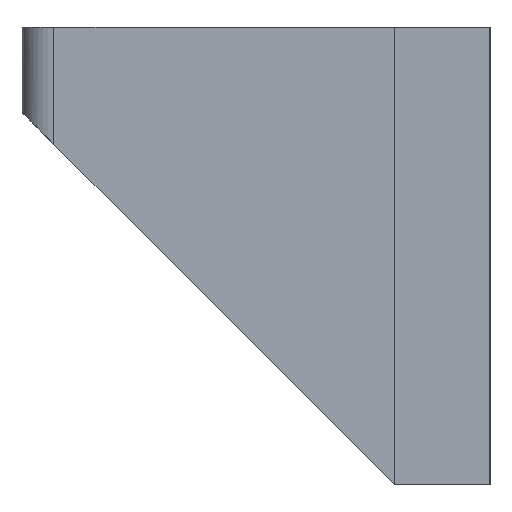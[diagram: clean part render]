
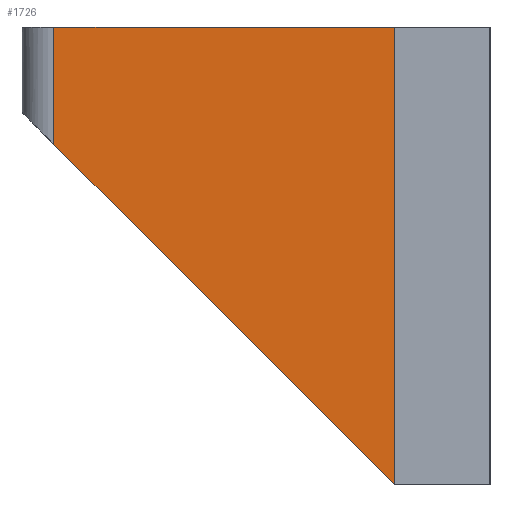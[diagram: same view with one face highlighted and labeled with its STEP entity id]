
A CAD part, left-side view. The second image highlights one B-rep face of the part: STEP entity #1726.
In plain terms, the highlighted planar face has unit normal (-1, 0, 0).
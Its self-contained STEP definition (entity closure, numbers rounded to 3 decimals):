
#73=FACE_OUTER_BOUND('',#171,.T.);
#171=EDGE_LOOP('',(#1228,#1229,#1230,#1231));
#269=LINE('',#2403,#496);
#276=LINE('',#2435,#503);
#333=LINE('',#2550,#560);
#334=LINE('',#2551,#561);
#496=VECTOR('',#1948,1.);
#503=VECTOR('',#1977,1.);
#560=VECTOR('',#2040,1.);
#561=VECTOR('',#2041,1.);
#725=VERTEX_POINT('',#2400);
#726=VERTEX_POINT('',#2402);
#740=VERTEX_POINT('',#2433);
#795=VERTEX_POINT('',#2549);
#895=EDGE_CURVE('',#726,#725,#269,.T.);
#912=EDGE_CURVE('',#740,#726,#276,.T.);
#969=EDGE_CURVE('',#725,#795,#333,.T.);
#970=EDGE_CURVE('',#795,#740,#334,.T.);
#1228=ORIENTED_EDGE('',*,*,#912,.T.);
#1229=ORIENTED_EDGE('',*,*,#895,.T.);
#1230=ORIENTED_EDGE('',*,*,#969,.T.);
#1231=ORIENTED_EDGE('',*,*,#970,.T.);
#1646=PLANE('',#1839);
#1726=ADVANCED_FACE('',(#73),#1646,.F.);
#1839=AXIS2_PLACEMENT_3D('',#2548,#2038,#2039);
#1948=DIRECTION('',(0.,1.,0.));
#1977=DIRECTION('',(0.,0.,1.));
#2038=DIRECTION('center_axis',(1.,0.,0.));
#2039=DIRECTION('ref_axis',(0.,0.,1.));
#2040=DIRECTION('',(0.,0.,-1.));
#2041=DIRECTION('',(0.,-0.707,-0.707));
#2400=CARTESIAN_POINT('',(-26.,18.995,4.));
#2402=CARTESIAN_POINT('',(-26.,-13.,4.));
#2403=CARTESIAN_POINT('',(-26.,-17.5,4.));
#2433=CARTESIAN_POINT('',(-26.,-13.,-39.));
#2435=CARTESIAN_POINT('',(-26.,-13.,-43.));
#2548=CARTESIAN_POINT('Origin',(-26.,-13.,-43.));
#2549=CARTESIAN_POINT('',(-26.,18.995,-7.005));
#2550=CARTESIAN_POINT('',(-26.,18.995,-46.5));
#2551=CARTESIAN_POINT('',(-26.,-37.335,-63.335));
